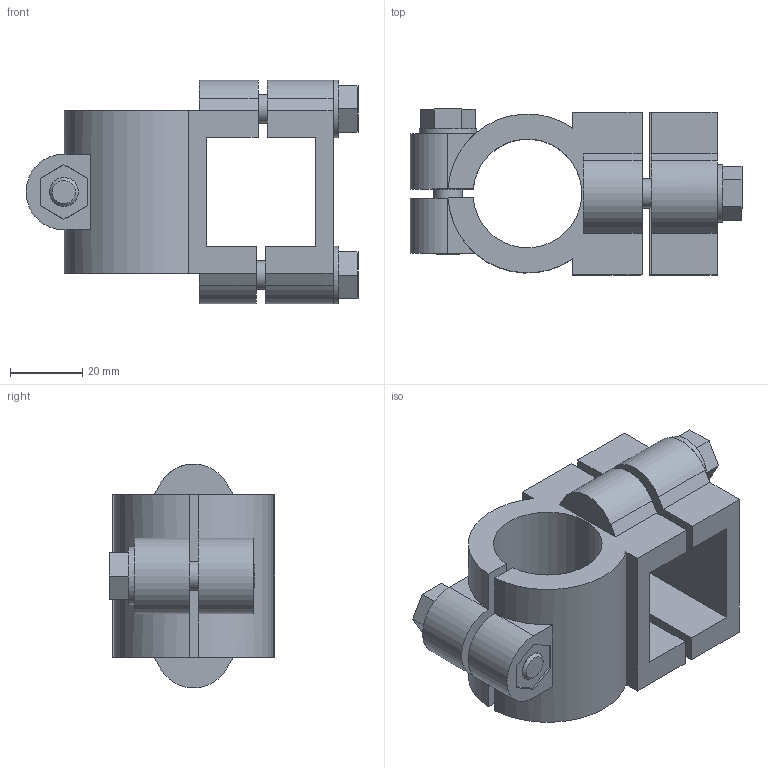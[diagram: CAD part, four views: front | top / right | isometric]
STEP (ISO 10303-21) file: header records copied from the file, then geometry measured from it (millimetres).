
FILE_DESCRIPTION( ( 'STEP AP214' ), '1' );
FILE_NAME( 'K0474.53030.stp', '2020-12-08T09:51:16', ( '' ), ( '' ), ' ', 'PARTsolutions', ' ' );
FILE_SCHEMA( ( 'AUTOMOTIVE_DESIGN { 1 0 10303 214 1 1 1 1 }' ) );
Length unit declared in the file: millimetre
Products named in the file (1): _K0474.53030
Bounding box: 91.9 x 45.9 x 62 mm (x, y, z)
Volume: 81317 mm3; surface area: 32013.5 mm2
Topology: 1 solids, 3 shells, 111 faces, 280 edges, 186 vertices
Faces by surface type: plane 87, cylinder 21, cone 3
Full cylindrical faces by diameter (mm): 6.647 x2, 8 x4, 9 x3, 16 x3
Entity records: 4099 total; most frequent: CARTESIAN_POINT 564, DIRECTION 533, ORIENTED_EDGE 518, EDGE_CURVE 259, LINE 207, VECTOR 207, VERTEX_POINT 180, AXIS2_PLACEMENT_3D 163
